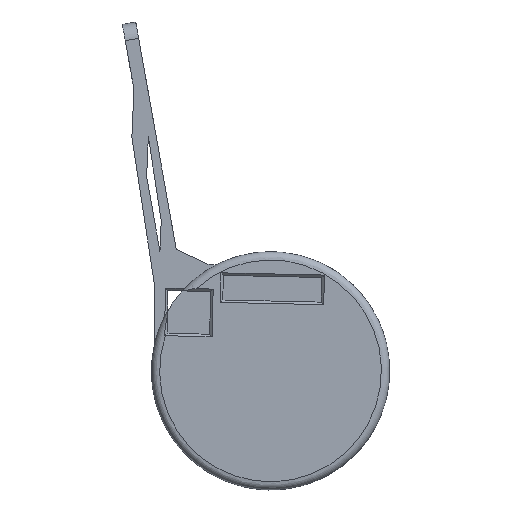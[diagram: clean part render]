
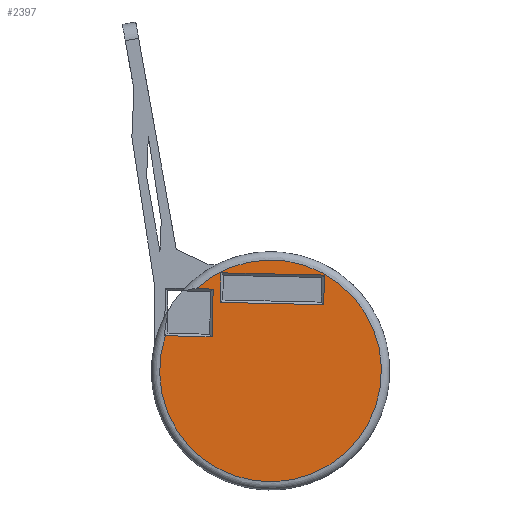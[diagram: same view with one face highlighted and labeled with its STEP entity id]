
A CAD part, front view. The second image highlights one B-rep face of the part: STEP entity #2397.
In plain terms, the highlighted planar face has unit normal (0, -1, 0).
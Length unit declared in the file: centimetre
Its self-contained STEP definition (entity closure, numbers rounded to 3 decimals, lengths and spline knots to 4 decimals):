
#77=PLANE('',#2590);
#168=LINE('',#3835,#375);
#169=LINE('',#3837,#376);
#170=LINE('',#3838,#377);
#171=LINE('',#3841,#378);
#172=LINE('',#3843,#379);
#173=LINE('',#3845,#380);
#174=LINE('',#3846,#381);
#375=VECTOR('',#3024,0.5694);
#376=VECTOR('',#3025,0.2085);
#377=VECTOR('',#3026,0.58);
#378=VECTOR('',#3027,1.26);
#379=VECTOR('',#3028,0.36);
#380=VECTOR('',#3029,1.26);
#381=VECTOR('',#3030,0.36);
#587=FACE_BOUND('',#780,.T.);
#628=FACE_OUTER_BOUND('',#779,.T.);
#779=EDGE_LOOP('',(#1808,#1809,#1810,#1811));
#780=EDGE_LOOP('',(#1812,#1813,#1814,#1815));
#935=CIRCLE('',#2585,1.35);
#1105=VERTEX_POINT('',#3806);
#1106=VERTEX_POINT('',#3815);
#1111=VERTEX_POINT('',#3834);
#1112=VERTEX_POINT('',#3836);
#1113=VERTEX_POINT('',#3839);
#1114=VERTEX_POINT('',#3840);
#1115=VERTEX_POINT('',#3842);
#1116=VERTEX_POINT('',#3844);
#1360=EDGE_CURVE('',#1106,#1105,#935,.T.);
#1366=EDGE_CURVE('',#1106,#1111,#168,.T.);
#1367=EDGE_CURVE('',#1112,#1105,#169,.T.);
#1368=EDGE_CURVE('',#1111,#1112,#170,.T.);
#1369=EDGE_CURVE('',#1113,#1114,#171,.T.);
#1370=EDGE_CURVE('',#1115,#1113,#172,.T.);
#1371=EDGE_CURVE('',#1116,#1115,#173,.T.);
#1372=EDGE_CURVE('',#1114,#1116,#174,.T.);
#1808=ORIENTED_EDGE('',*,*,#1366,.F.);
#1809=ORIENTED_EDGE('',*,*,#1360,.T.);
#1810=ORIENTED_EDGE('',*,*,#1367,.F.);
#1811=ORIENTED_EDGE('',*,*,#1368,.F.);
#1812=ORIENTED_EDGE('',*,*,#1369,.F.);
#1813=ORIENTED_EDGE('',*,*,#1370,.F.);
#1814=ORIENTED_EDGE('',*,*,#1371,.F.);
#1815=ORIENTED_EDGE('',*,*,#1372,.F.);
#2397=ADVANCED_FACE('',(#628,#587),#77,.T.);
#2585=AXIS2_PLACEMENT_3D('',#3816,#3012,#3013);
#2590=AXIS2_PLACEMENT_3D('',#3833,#3022,#3023);
#3012=DIRECTION('center_axis',(0.,-1.,0.));
#3013=DIRECTION('ref_axis',(-0.948,0.,0.317));
#3022=DIRECTION('center_axis',(0.,-1.,0.));
#3023=DIRECTION('ref_axis',(-0.211,0.,0.977));
#3024=DIRECTION('',(1.,0.,-0.022));
#3025=DIRECTION('',(-1.,0.,0.022));
#3026=DIRECTION('',(0.022,0.,1.));
#3027=DIRECTION('',(1.,0.,-0.022));
#3028=DIRECTION('',(-0.022,0.,-1.));
#3029=DIRECTION('',(-1.,0.,0.022));
#3030=DIRECTION('',(0.022,0.,1.));
#3806=CARTESIAN_POINT('',(8.7654,-11.2814,17.6423));
#3815=CARTESIAN_POINT('',(8.392,-11.2814,17.0703));
#3816=CARTESIAN_POINT('Origin',(9.6724,-11.2814,16.6424));
#3833=CARTESIAN_POINT('Origin',(6.5403,-11.2814,15.9665));
#3834=CARTESIAN_POINT('',(8.9612,-11.2814,17.0579));
#3835=CARTESIAN_POINT('',(8.392,-11.2814,17.0703));
#3836=CARTESIAN_POINT('',(8.9738,-11.2814,17.6378));
#3837=CARTESIAN_POINT('',(8.9738,-11.2814,17.6378));
#3838=CARTESIAN_POINT('',(8.9612,-11.2814,17.0579));
#3839=CARTESIAN_POINT('',(9.0603,-11.2814,17.4759));
#3840=CARTESIAN_POINT('',(10.32,-11.2814,17.4485));
#3841=CARTESIAN_POINT('',(9.0603,-11.2814,17.4759));
#3842=CARTESIAN_POINT('',(9.0682,-11.2814,17.8358));
#3843=CARTESIAN_POINT('',(9.0682,-11.2814,17.8358));
#3844=CARTESIAN_POINT('',(10.3279,-11.2814,17.8084));
#3845=CARTESIAN_POINT('',(10.3279,-11.2814,17.8084));
#3846=CARTESIAN_POINT('',(10.32,-11.2814,17.4485));
